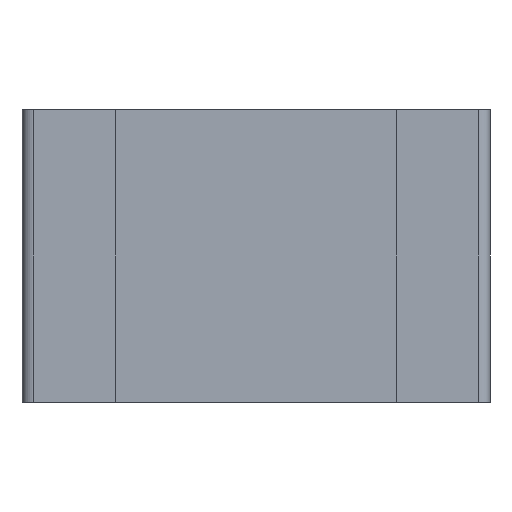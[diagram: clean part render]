
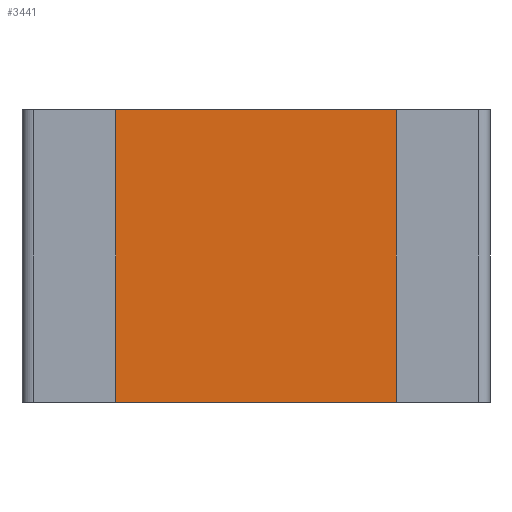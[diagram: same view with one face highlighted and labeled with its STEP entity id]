
A CAD part, front view. The second image highlights one B-rep face of the part: STEP entity #3441.
In plain terms, the highlighted planar face has unit normal (0, -1, 0).
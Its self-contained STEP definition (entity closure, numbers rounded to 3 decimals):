
#115 = CARTESIAN_POINT ( 'NONE',  ( -0.95, 0.05, 0.625 ) ) ;
#133 = LINE ( 'NONE', #5756, #6352 ) ;
#204 = DIRECTION ( 'NONE',  ( 0., 1., 0. ) ) ;
#326 = VERTEX_POINT ( 'NONE', #3149 ) ;
#1031 = CARTESIAN_POINT ( 'NONE',  ( -0.95, 0.05, -0.625 ) ) ;
#1243 = CARTESIAN_POINT ( 'NONE',  ( 0.95, 0.05, -0.625 ) ) ;
#1616 = ORIENTED_EDGE ( 'NONE', *, *, #4655, .F. ) ;
#1697 = VECTOR ( 'NONE', #4257, 1000. ) ;
#1840 = VECTOR ( 'NONE', #6416, 1000. ) ;
#1924 = CARTESIAN_POINT ( 'NONE',  ( -0.95, 0.05, 0.625 ) ) ;
#2040 = EDGE_CURVE ( 'NONE', #6703, #6914, #6558, .T. ) ;
#2310 = PLANE ( 'NONE',  #4672 ) ;
#2352 = EDGE_CURVE ( 'NONE', #5055, #326, #4139, .T. ) ;
#2771 = EDGE_LOOP ( 'NONE', ( #6722, #6793, #1616, #3991 ) ) ;
#2780 = CARTESIAN_POINT ( 'NONE',  ( 0.95, 0.05, -0.625 ) ) ;
#3102 = CARTESIAN_POINT ( 'NONE',  ( -0.95, 0.05, -0.625 ) ) ;
#3149 = CARTESIAN_POINT ( 'NONE',  ( 0.95, 0.05, 0.625 ) ) ;
#3441 = ADVANCED_FACE ( 'NONE', ( #5098 ), #2310, .F. ) ;
#3624 = EDGE_CURVE ( 'NONE', #6914, #5055, #133, .T. ) ;
#3925 = LINE ( 'NONE', #2780, #6437 ) ;
#3991 = ORIENTED_EDGE ( 'NONE', *, *, #2352, .F. ) ;
#4072 = DIRECTION ( 'NONE',  ( 0., 0., 1. ) ) ;
#4139 = LINE ( 'NONE', #1924, #1840 ) ;
#4257 = DIRECTION ( 'NONE',  ( -1., 0., 0. ) ) ;
#4655 = EDGE_CURVE ( 'NONE', #326, #6703, #3925, .T. ) ;
#4672 = AXIS2_PLACEMENT_3D ( 'NONE', #5327, #204, #4781 ) ;
#4781 = DIRECTION ( 'NONE',  ( 0., 0., 1. ) ) ;
#5002 = DIRECTION ( 'NONE',  ( 0., 0., -1. ) ) ;
#5055 = VERTEX_POINT ( 'NONE', #115 ) ;
#5098 = FACE_OUTER_BOUND ( 'NONE', #2771, .T. ) ;
#5327 = CARTESIAN_POINT ( 'NONE',  ( 0., 0.05, 0. ) ) ;
#5756 = CARTESIAN_POINT ( 'NONE',  ( -0.95, 0.05, -0.625 ) ) ;
#6352 = VECTOR ( 'NONE', #4072, 1000. ) ;
#6416 = DIRECTION ( 'NONE',  ( 1., 0., 0. ) ) ;
#6437 = VECTOR ( 'NONE', #5002, 1000. ) ;
#6558 = LINE ( 'NONE', #3102, #1697 ) ;
#6703 = VERTEX_POINT ( 'NONE', #1243 ) ;
#6722 = ORIENTED_EDGE ( 'NONE', *, *, #3624, .F. ) ;
#6793 = ORIENTED_EDGE ( 'NONE', *, *, #2040, .F. ) ;
#6914 = VERTEX_POINT ( 'NONE', #1031 ) ;
